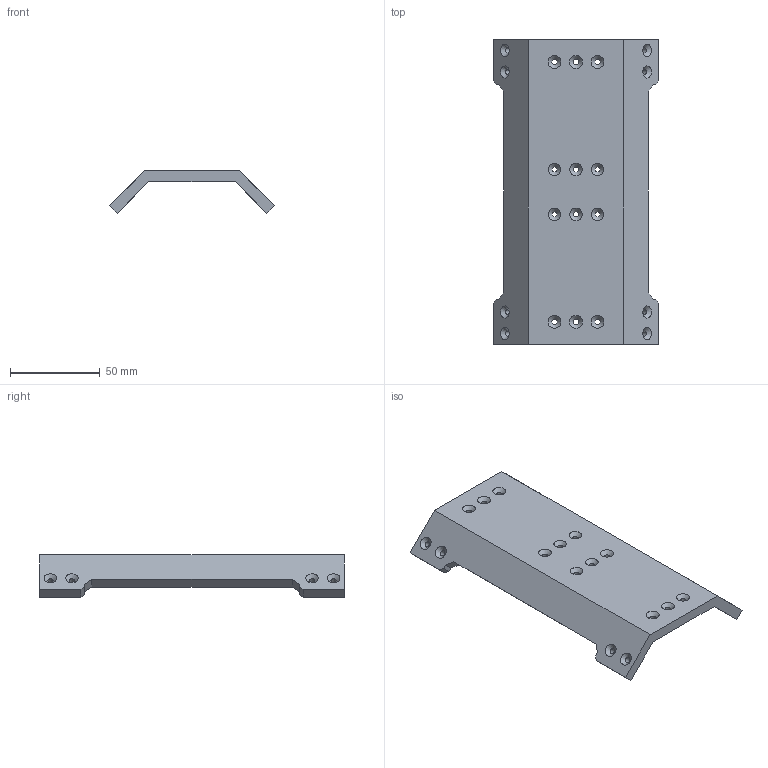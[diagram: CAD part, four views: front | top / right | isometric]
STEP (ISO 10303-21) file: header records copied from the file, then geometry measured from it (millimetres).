
FILE_DESCRIPTION(/* description */ (''),/* implementation_level */ '2;1');
FILE_NAME(/* name */ 'Side_frame v23.step',/* time_stamp */ '2022-10-05T09:45:43+02:00',/* author */ (''),/* organization */ (''),/* preprocessor_version */ 'ST-DEVELOPER v19',/* originating_system */ 'Autodesk Translation Framework v11.7.0.108',/* authorisation */ '');
FILE_SCHEMA (('AUTOMOTIVE_DESIGN { 1 0 10303 214 3 1 1 }'));
Length unit declared in the file: millimetre
Products named in the file (1): Side_frame
Bounding box: 91.94 x 170 x 23.68 mm (x, y, z)
Volume: 92320.6 mm3; surface area: 35374.5 mm2
Topology: 1 solids, 1 shells, 66 faces, 172 edges, 108 vertices
Faces by surface type: plane 26, cone 20, cylinder 20
Full cylindrical faces by diameter (mm): 3 x14, 3.2 x6
Entity records: 2129 total; most frequent: DIRECTION 366, CARTESIAN_POINT 347, ORIENTED_EDGE 344, EDGE_CURVE 172, AXIS2_PLACEMENT_3D 127, LINE 112, VECTOR 112, VERTEX_POINT 108
